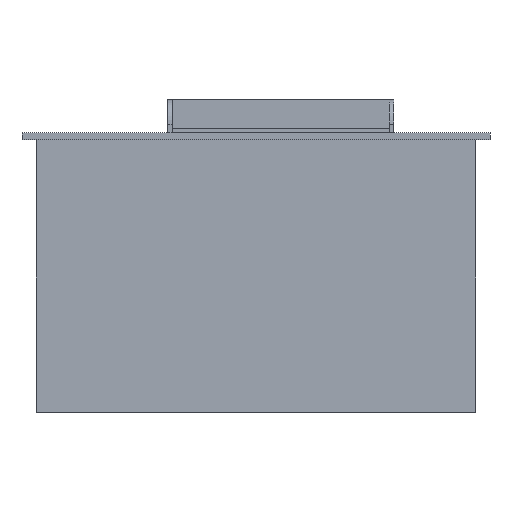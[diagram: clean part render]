
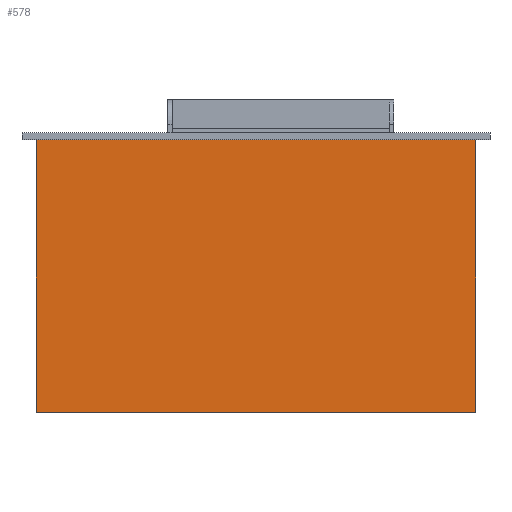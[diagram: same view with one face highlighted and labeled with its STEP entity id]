
A CAD part, front view. The second image highlights one B-rep face of the part: STEP entity #578.
In plain terms, the highlighted planar face has unit normal (0, -1, 0).
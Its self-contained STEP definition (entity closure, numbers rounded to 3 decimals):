
#28=FACE_OUTER_BOUND('',#65,.T.);
#65=EDGE_LOOP('',(#390,#391,#392,#393));
#101=LINE('',#835,#175);
#109=LINE('',#850,#183);
#110=LINE('',#852,#184);
#111=LINE('',#853,#185);
#175=VECTOR('',#676,10.);
#183=VECTOR('',#688,10.);
#184=VECTOR('',#691,10.);
#185=VECTOR('',#692,10.);
#248=VERTEX_POINT('',#831);
#250=VERTEX_POINT('',#834);
#254=VERTEX_POINT('',#846);
#255=VERTEX_POINT('',#848);
#301=EDGE_CURVE('',#248,#250,#101,.T.);
#309=EDGE_CURVE('',#254,#255,#109,.T.);
#310=EDGE_CURVE('',#254,#248,#110,.T.);
#311=EDGE_CURVE('',#250,#255,#111,.T.);
#390=ORIENTED_EDGE('',*,*,#310,.F.);
#391=ORIENTED_EDGE('',*,*,#309,.T.);
#392=ORIENTED_EDGE('',*,*,#311,.F.);
#393=ORIENTED_EDGE('',*,*,#301,.F.);
#537=PLANE('',#633);
#578=ADVANCED_FACE('',(#28),#537,.T.);
#633=AXIS2_PLACEMENT_3D('',#851,#689,#690);
#676=DIRECTION('',(0.,0.,-1.));
#688=DIRECTION('',(0.,0.,-1.));
#689=DIRECTION('center_axis',(0.,-1.,0.));
#690=DIRECTION('ref_axis',(-1.,0.,0.));
#691=DIRECTION('',(1.,0.,0.));
#692=DIRECTION('',(-1.,0.,0.));
#831=CARTESIAN_POINT('',(1565.,15.,0.));
#834=CARTESIAN_POINT('',(1565.,15.,-942.));
#835=CARTESIAN_POINT('',(1565.,15.,0.));
#846=CARTESIAN_POINT('',(50.,15.,0.));
#848=CARTESIAN_POINT('',(50.,15.,-942.));
#850=CARTESIAN_POINT('',(50.,15.,0.));
#851=CARTESIAN_POINT('Origin',(1565.,15.,0.));
#852=CARTESIAN_POINT('',(1186.25,15.,0.));
#853=CARTESIAN_POINT('',(1565.,15.,-942.));
